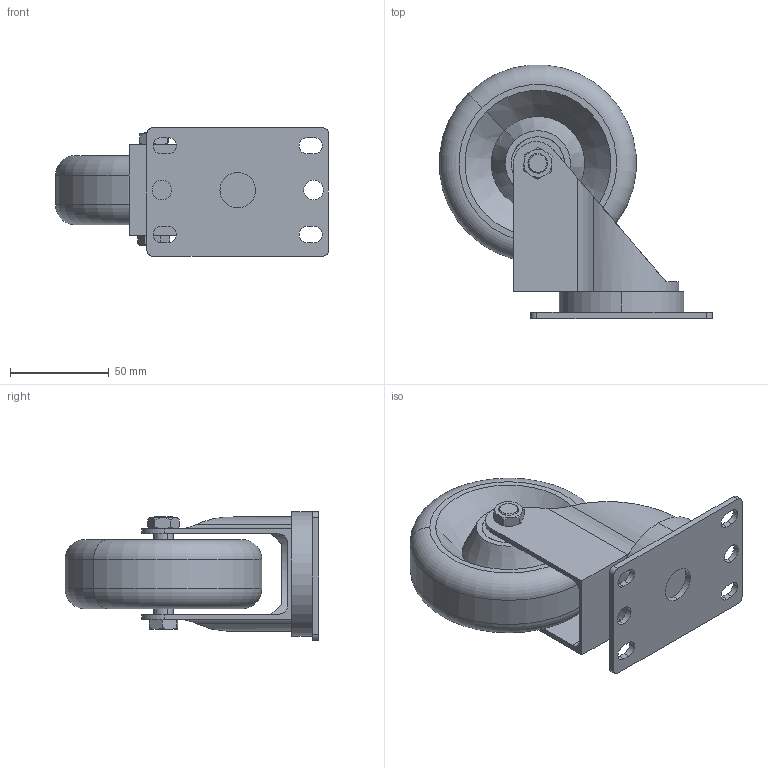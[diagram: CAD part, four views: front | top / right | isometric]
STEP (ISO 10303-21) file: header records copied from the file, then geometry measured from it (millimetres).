
FILE_DESCRIPTION (( 'STEP AP214' ), '1' );
FILE_NAME ('B358 Êîëåñî Ô100 ñ ïëàòôîðìîé áåç òîðìîçà.STEP', '2025-06-09T07:20:48', ( '' ), ( '' ), 'SwSTEP 2.0', 'SolidWorks 2025', '' );
FILE_SCHEMA (( 'AUTOMOTIVE_DESIGN' ));
Length unit declared in the file: millimetre
Products named in the file (8): B358 ось_00; B358 пластина_00; B358 Колесо Ф100 с платформой без тормоза; B358 Гайка_00; стойка на случай бага_00; B358 внутрь колеса_00; B358 колесо_01; B358 Болт_00
Assembly tree (7 placements, depth 2):
  B358 Колесо Ф100 с платформой без тормоза
    B358 пластина_00
    B358 ось_00
    стойка на случай бага_00
    B358 колесо_01
    B358 внутрь колеса_00
    B358 Болт_00
    B358 Гайка_00
Bounding box: 138.31 x 128.57 x 65 mm (x, y, z)
Volume: 275235.2 mm3; surface area: 83143.7 mm2
Topology: 7 solids, 7 shells, 164 faces, 400 edges, 257 vertices
Faces by surface type: cylinder 60, plane 56, cone 32, torus 12, bspline 4
Entity records: 5404 total; most frequent: CARTESIAN_POINT 1211, DIRECTION 865, ORIENTED_EDGE 800, EDGE_CURVE 400, AXIS2_PLACEMENT_3D 349, VERTEX_POINT 257, EDGE_LOOP 197, CIRCLE 179
